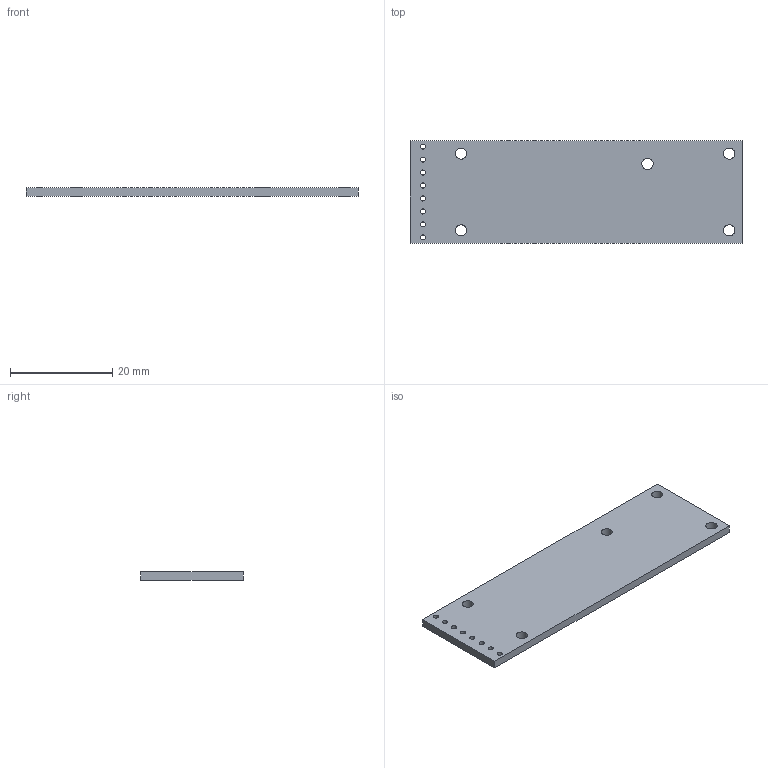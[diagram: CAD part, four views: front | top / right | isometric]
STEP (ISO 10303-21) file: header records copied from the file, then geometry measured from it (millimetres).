
FILE_DESCRIPTION(('KiCad electronic assembly'),'2;1');
FILE_NAME('MB-RL7021-11-M5StickC.step','2023-03-20T13:42:19',('Pcbnew'), ('Kicad'),'Open CASCADE STEP processor 7.6','KiCad to STEP converter', 'Unknown');
FILE_SCHEMA(('AUTOMOTIVE_DESIGN { 1 0 10303 214 1 1 1 1 }'));
Length unit declared in the file: millimetre
Products named in the file (2): MB-RL7021-11-M5StickC 1; MB-RL7021-11-M5StickC PCB
Assembly tree (1 placements, depth 2):
  MB-RL7021-11-M5StickC 1
    MB-RL7021-11-M5StickC PCB
Bounding box: 65 x 20 x 1.6 mm (x, y, z)
Volume: 2039.5 mm3; surface area: 2916.9 mm2
Topology: 1 solids, 1 shells, 19 faces, 51 edges, 34 vertices
Faces by surface type: cylinder 13, plane 6
Full cylindrical faces by diameter (mm): 1 x8, 2.2 x5
Entity records: 1373 total; most frequent: DIRECTION 221, CARTESIAN_POINT 208, ORIENTED_EDGE 102, PCURVE 102, DEFINITIONAL_REPRESENTATION 102, LINE 101, VECTOR 101, CIRCLE 52
